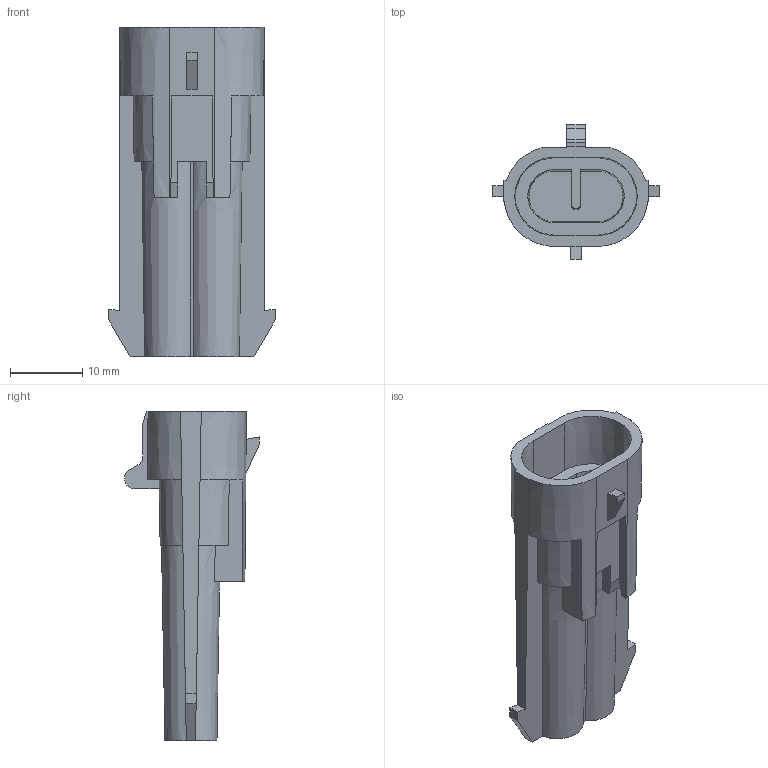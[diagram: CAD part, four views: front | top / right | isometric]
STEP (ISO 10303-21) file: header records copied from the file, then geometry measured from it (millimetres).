
FILE_DESCRIPTION(/* description */ (''),/* implementation_level */ '2;1');
FILE_NAME(/* name */ '12162000-ENV11_05-CONN.stp',/* time_stamp */ '2024-01-26T15:49:22+08:00',/* author */ (''),/* organization */ (''),/* preprocessor_version */ 'ST-DEVELOPER v16',/* originating_system */ 'SIEMENS PLM Software NX 11.0',/* authorisation */ '');
FILE_SCHEMA (('AUTOMOTIVE_DESIGN { 1 0 10303 214 3 1 1 1 }'));
Length unit declared in the file: millimetre
Products named in the file (1): 12162000-ENV11_05-CONN
Bounding box: 23 x 18.61 x 45.5 mm (x, y, z)
Volume: 4463.4 mm3; surface area: 3830.2 mm2
Topology: 1 solids, 1 shells, 91 faces, 256 edges, 170 vertices
Faces by surface type: plane 70, cone 16, cylinder 5
Entity records: 3000 total; most frequent: CARTESIAN_POINT 602, ORIENTED_EDGE 512, DIRECTION 478, EDGE_CURVE 256, LINE 178, VECTOR 178, VERTEX_POINT 170, AXIS2_PLACEMENT_3D 150
